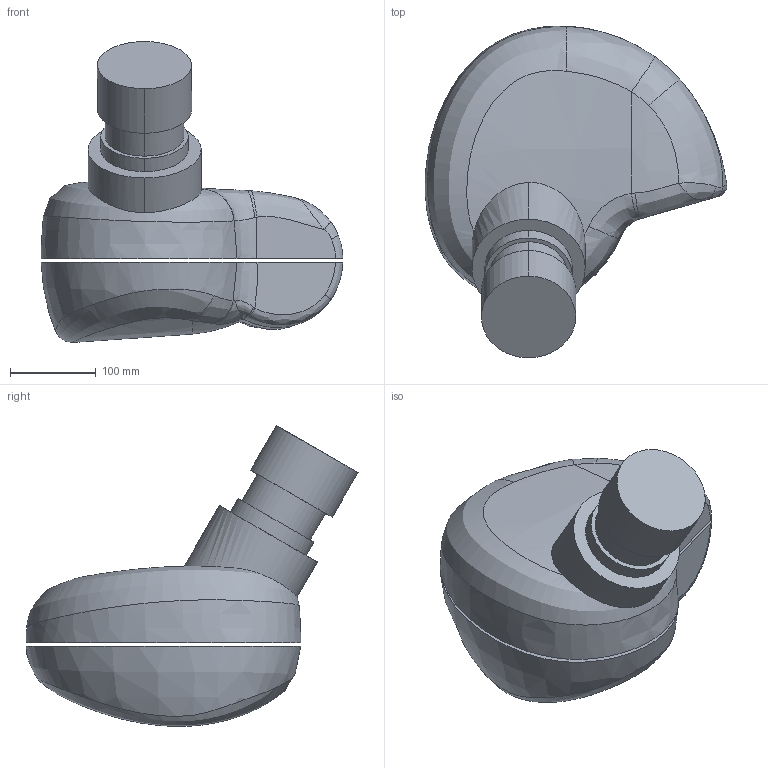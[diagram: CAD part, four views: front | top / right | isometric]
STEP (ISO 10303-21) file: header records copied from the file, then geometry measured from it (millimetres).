
FILE_DESCRIPTION(/* description */ (''),/* implementation_level */ '2;1');
FILE_NAME(/* name */ 'cad_de',/* time_stamp */ '2014-10-05T13:45:32+02:00',/* author */ (''),/* organization */ (''),/* preprocessor_version */ 'ST-DEVELOPER v10',/* originating_system */ '',/* authorisation */ '');
FILE_SCHEMA (('CONFIG_CONTROL_DESIGN'));
Length unit declared in the file: millimetre
Products named in the file (1): 1
Bounding box: 352.15 x 387.36 x 351.08 mm (x, y, z)
Volume: 12890022.8 mm3; surface area: 496541 mm2
Topology: 2 solids, 2 shells, 56 faces, 131 edges, 82 vertices
Faces by surface type: bspline 48, plane 8
Entity records: 4840 total; most frequent: CARTESIAN_POINT 3950, ORIENTED_EDGE 262, EDGE_CURVE 131, B_SPLINE_CURVE_WITH_KNOTS 108, VERTEX_POINT 82, EDGE_LOOP 59, ADVANCED_FACE 56, FACE_OUTER_BOUND 56
